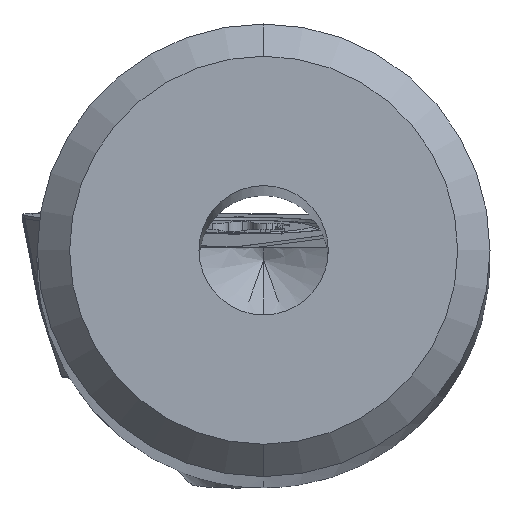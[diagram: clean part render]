
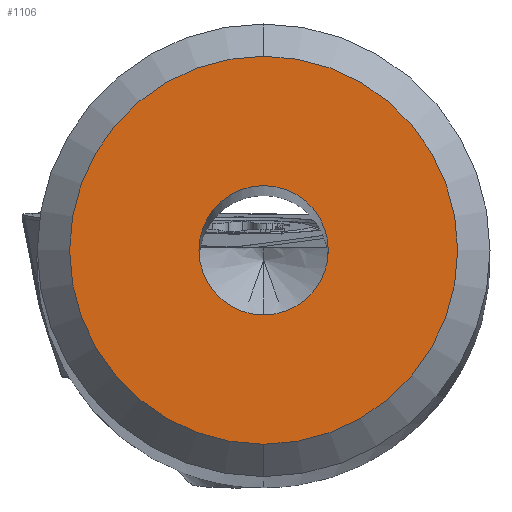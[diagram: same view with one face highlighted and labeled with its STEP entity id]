
A CAD part, top view. The second image highlights one B-rep face of the part: STEP entity #1106.
In plain terms, the highlighted planar face has unit normal (0, 0, 1).
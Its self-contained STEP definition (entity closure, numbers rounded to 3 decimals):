
#834=EDGE_CURVE('NONE',#1258,#1328,#2163,.T.);
#1106=ADVANCED_FACE('NONE',(#2459,#2460),#2461,.T.);
#1258=VERTEX_POINT('NONE',#2627);
#1308=EDGE_CURVE('NONE',#1352,#1508,#2682,.T.);
#1328=VERTEX_POINT('NONE',#2703);
#1338=EDGE_CURVE('NONE',#1508,#1352,#2714,.T.);
#1352=VERTEX_POINT('NONE',#2729);
#1406=EDGE_CURVE('NONE',#1328,#1258,#2789,.T.);
#1508=VERTEX_POINT('NONE',#2904);
#2163=CIRCLE('',#3691,1.0);
#2459=FACE_OUTER_BOUND('',#4155,.T.);
#2460=FACE_BOUND('',#4156,.T.);
#2461=PLANE('',#4157);
#2627=CARTESIAN_POINT('',(0.,-1.0,83.0));
#2682=CIRCLE('',#4507,3.);
#2703=CARTESIAN_POINT('',(0.0,1.0,83.0));
#2714=CIRCLE('',#4547,3.);
#2729=CARTESIAN_POINT('',(0.0,3.,83.0));
#2789=CIRCLE('',#4643,1.0);
#2904=CARTESIAN_POINT('',(0.,-3.,83.0));
#3691=AXIS2_PLACEMENT_3D('',#5790,#5791,#5792);
#4155=EDGE_LOOP('',(#6149,#6150));
#4156=EDGE_LOOP('',(#6151,#6152));
#4157=AXIS2_PLACEMENT_3D('',#6153,#6154,#6155);
#4507=AXIS2_PLACEMENT_3D('',#6387,#6388,#6389);
#4547=AXIS2_PLACEMENT_3D('',#6416,#6417,#6418);
#4643=AXIS2_PLACEMENT_3D('',#6517,#6518,#6519);
#5790=CARTESIAN_POINT('',(0.0,0.0,83.0));
#5791=DIRECTION('',(0.0,0.0,-1.0));
#5792=DIRECTION('',(0.0,1.0,0.0));
#6149=ORIENTED_EDGE('',*,*,#1308,.F.);
#6150=ORIENTED_EDGE('',*,*,#1338,.F.);
#6151=ORIENTED_EDGE('',*,*,#1406,.T.);
#6152=ORIENTED_EDGE('',*,*,#834,.T.);
#6153=CARTESIAN_POINT('',(-3.,0.0,83.0));
#6154=DIRECTION('',(0.0,0.0,1.0));
#6155=DIRECTION('',(1.0,0.0,0.0));
#6387=CARTESIAN_POINT('',(0.0,0.0,83.0));
#6388=DIRECTION('',(0.0,0.0,-1.0));
#6389=DIRECTION('',(0.0,1.0,0.0));
#6416=CARTESIAN_POINT('',(0.0,0.0,83.0));
#6417=DIRECTION('',(0.0,0.0,-1.0));
#6418=DIRECTION('',(0.0,1.0,0.0));
#6517=CARTESIAN_POINT('',(0.0,0.0,83.0));
#6518=DIRECTION('',(0.0,0.0,-1.0));
#6519=DIRECTION('',(0.0,1.0,0.0));
